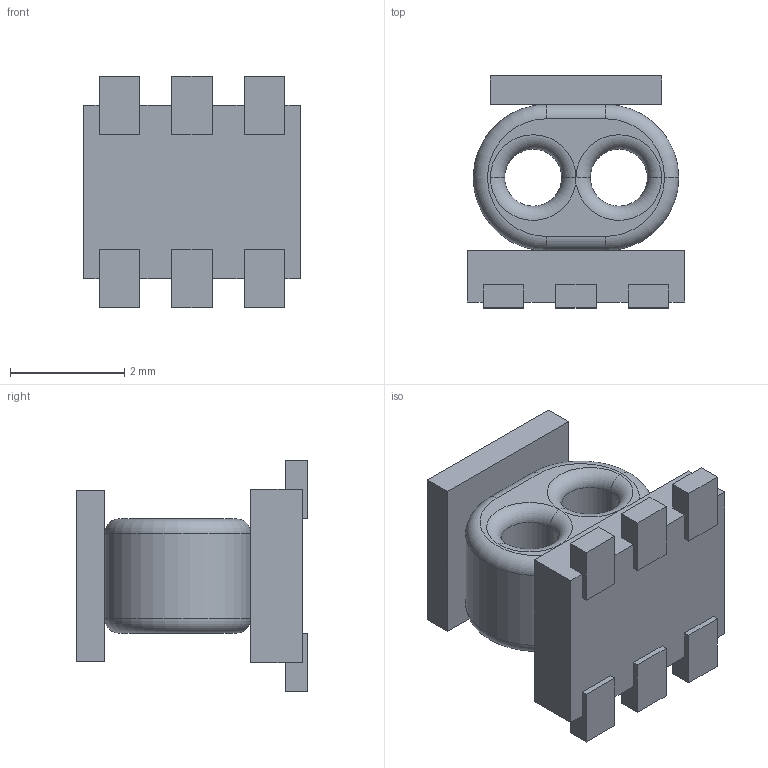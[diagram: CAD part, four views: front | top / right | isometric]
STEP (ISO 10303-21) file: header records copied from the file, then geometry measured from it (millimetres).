
FILE_DESCRIPTION (( 'STEP AP214' ), '1' );
FILE_NAME ('TCM1-63AX+.STEP', '2022-03-22T19:57:22', ( '' ), ( '' ), 'SwSTEP 2.0', 'SolidWorks 2016', '' );
FILE_SCHEMA (( 'AUTOMOTIVE_DESIGN' ));
Length unit declared in the file: millimetre
Products named in the file (1): TCM1-63AX+
Bounding box: 3.81 x 4.06 x 4.06 mm (x, y, z)
Volume: 28 mm3; surface area: 103.3 mm2
Topology: 1 solids, 1 shells, 75 faces, 195 edges, 122 vertices
Faces by surface type: plane 50, torus 14, cylinder 11
Entity records: 3130 total; most frequent: DIRECTION 393, CARTESIAN_POINT 393, ORIENTED_EDGE 390, EDGE_CURVE 195, VECTOR 149, LINE 149, AXIS2_PLACEMENT_3D 122, VERTEX_POINT 122
